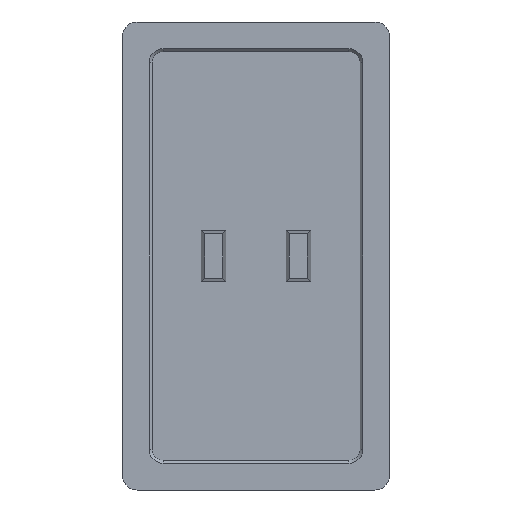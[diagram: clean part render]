
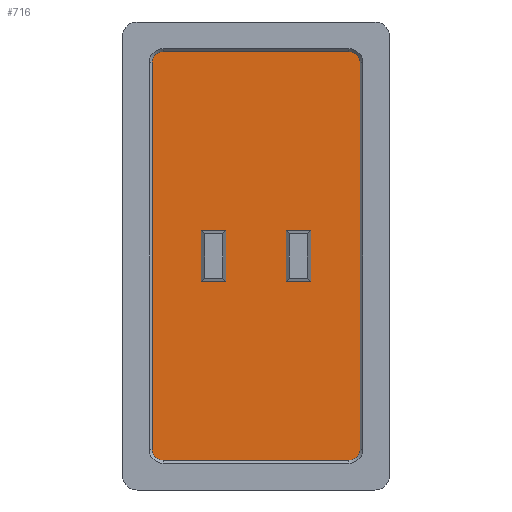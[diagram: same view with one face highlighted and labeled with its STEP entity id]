
A CAD part, front view. The second image highlights one B-rep face of the part: STEP entity #716.
In plain terms, the highlighted planar face has unit normal (0, -1, 0).
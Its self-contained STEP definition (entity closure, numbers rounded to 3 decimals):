
#1 = CARTESIAN_POINT ( 'NONE',  ( 3.675, 1.5, -1.7 ) ) ;
#2 = FACE_BOUND ( 'NONE', #2035, .T. ) ;
#13 = CARTESIAN_POINT ( 'NONE',  ( 6.25, 1.5, -13. ) ) ;
#17 = CARTESIAN_POINT ( 'NONE',  ( 2.025, 1.5, 1.7 ) ) ;
#25 = ORIENTED_EDGE ( 'NONE', *, *, #2438, .T. ) ;
#121 = CARTESIAN_POINT ( 'NONE',  ( 3.675, 1.5, 1.7 ) ) ;
#145 = VECTOR ( 'NONE', #304, 1000. ) ;
#225 = CARTESIAN_POINT ( 'NONE',  ( -3.675, 1.5, -1.7 ) ) ;
#239 = CARTESIAN_POINT ( 'NONE',  ( -2.025, 1.5, -1.7 ) ) ;
#262 = DIRECTION ( 'NONE',  ( 0., -1., 0. ) ) ;
#292 = ORIENTED_EDGE ( 'NONE', *, *, #2777, .F. ) ;
#295 = EDGE_CURVE ( 'NONE', #1423, #1041, #2566, .T. ) ;
#304 = DIRECTION ( 'NONE',  ( 1., 0., 0. ) ) ;
#314 = DIRECTION ( 'NONE',  ( 0., -1., 0. ) ) ;
#318 = LINE ( 'NONE', #2630, #1029 ) ;
#319 = ORIENTED_EDGE ( 'NONE', *, *, #1096, .F. ) ;
#327 = EDGE_CURVE ( 'NONE', #1803, #433, #1261, .T. ) ;
#333 = DIRECTION ( 'NONE',  ( -1., 0., 0. ) ) ;
#340 = PLANE ( 'NONE',  #1288 ) ;
#369 = VERTEX_POINT ( 'NONE', #1173 ) ;
#415 = LINE ( 'NONE', #1775, #1567 ) ;
#433 = VERTEX_POINT ( 'NONE', #663 ) ;
#456 = VECTOR ( 'NONE', #1739, 1000. ) ;
#458 = FACE_BOUND ( 'NONE', #2139, .T. ) ;
#484 = DIRECTION ( 'NONE',  ( 0., 0., -1. ) ) ;
#504 = CARTESIAN_POINT ( 'NONE',  ( -6.25, 1.5, 13. ) ) ;
#546 = CARTESIAN_POINT ( 'NONE',  ( 8., 1.5, 14.75 ) ) ;
#570 = ORIENTED_EDGE ( 'NONE', *, *, #2633, .T. ) ;
#652 = DIRECTION ( 'NONE',  ( 0., 0., 1. ) ) ;
#663 = CARTESIAN_POINT ( 'NONE',  ( -3.675, 1.5, -1.7 ) ) ;
#716 = ADVANCED_FACE ( 'NONE', ( #458, #1501, #2 ), #340, .F. ) ;
#758 = EDGE_CURVE ( 'NONE', #2284, #2551, #318, .T. ) ;
#772 = DIRECTION ( 'NONE',  ( -1., 0., 0. ) ) ;
#810 = LINE ( 'NONE', #2069, #2262 ) ;
#882 = DIRECTION ( 'NONE',  ( 0., -1., 0. ) ) ;
#895 = ORIENTED_EDGE ( 'NONE', *, *, #1446, .F. ) ;
#939 = EDGE_CURVE ( 'NONE', #1032, #1485, #2023, .T. ) ;
#1012 = CARTESIAN_POINT ( 'NONE',  ( -7., 1.5, -13. ) ) ;
#1029 = VECTOR ( 'NONE', #1727, 1000. ) ;
#1032 = VERTEX_POINT ( 'NONE', #2279 ) ;
#1041 = VERTEX_POINT ( 'NONE', #2771 ) ;
#1042 = ORIENTED_EDGE ( 'NONE', *, *, #1581, .F. ) ;
#1067 = LINE ( 'NONE', #2143, #145 ) ;
#1086 = CARTESIAN_POINT ( 'NONE',  ( -7., 1.5, 13. ) ) ;
#1094 = DIRECTION ( 'NONE',  ( 1., 0., 0. ) ) ;
#1096 = EDGE_CURVE ( 'NONE', #2241, #369, #2631, .T. ) ;
#1122 = ORIENTED_EDGE ( 'NONE', *, *, #327, .F. ) ;
#1173 = CARTESIAN_POINT ( 'NONE',  ( 3.675, 1.5, -1.7 ) ) ;
#1225 = DIRECTION ( 'NONE',  ( 0., 0., -1. ) ) ;
#1230 = CARTESIAN_POINT ( 'NONE',  ( -2.025, 1.5, 1.7 ) ) ;
#1251 = LINE ( 'NONE', #2848, #2888 ) ;
#1261 = LINE ( 'NONE', #225, #1576 ) ;
#1288 = AXIS2_PLACEMENT_3D ( 'NONE', #546, #2155, #1699 ) ;
#1313 = ORIENTED_EDGE ( 'NONE', *, *, #2557, .F. ) ;
#1339 = ORIENTED_EDGE ( 'NONE', *, *, #758, .T. ) ;
#1343 = ORIENTED_EDGE ( 'NONE', *, *, #2204, .T. ) ;
#1364 = EDGE_CURVE ( 'NONE', #2432, #2241, #1402, .T. ) ;
#1383 = DIRECTION ( 'NONE',  ( 0., 0., 1. ) ) ;
#1399 = EDGE_CURVE ( 'NONE', #1661, #2284, #1869, .T. ) ;
#1402 = LINE ( 'NONE', #2618, #2556 ) ;
#1423 = VERTEX_POINT ( 'NONE', #1685 ) ;
#1437 = VERTEX_POINT ( 'NONE', #2126 ) ;
#1446 = EDGE_CURVE ( 'NONE', #433, #2346, #1067, .T. ) ;
#1454 = LINE ( 'NONE', #2213, #456 ) ;
#1469 = CARTESIAN_POINT ( 'NONE',  ( -6.25, 1.5, 13.75 ) ) ;
#1485 = VERTEX_POINT ( 'NONE', #2915 ) ;
#1501 = FACE_OUTER_BOUND ( 'NONE', #2982, .T. ) ;
#1505 = AXIS2_PLACEMENT_3D ( 'NONE', #13, #262, #1873 ) ;
#1567 = VECTOR ( 'NONE', #2477, 1000. ) ;
#1576 = VECTOR ( 'NONE', #484, 1000. ) ;
#1581 = EDGE_CURVE ( 'NONE', #1437, #2432, #2227, .T. ) ;
#1583 = CARTESIAN_POINT ( 'NONE',  ( 2.025, 1.5, -1.7 ) ) ;
#1591 = VERTEX_POINT ( 'NONE', #1230 ) ;
#1619 = ORIENTED_EDGE ( 'NONE', *, *, #939, .T. ) ;
#1661 = VERTEX_POINT ( 'NONE', #1469 ) ;
#1685 = CARTESIAN_POINT ( 'NONE',  ( 6.25, 1.5, -13.75 ) ) ;
#1686 = VECTOR ( 'NONE', #333, 1000. ) ;
#1699 = DIRECTION ( 'NONE',  ( 0., 0., 1. ) ) ;
#1703 = DIRECTION ( 'NONE',  ( 0., 0., 1. ) ) ;
#1727 = DIRECTION ( 'NONE',  ( 0., 0., -1. ) ) ;
#1739 = DIRECTION ( 'NONE',  ( -1., 0., 0. ) ) ;
#1775 = CARTESIAN_POINT ( 'NONE',  ( -6.25, 1.5, -13.75 ) ) ;
#1803 = VERTEX_POINT ( 'NONE', #2718 ) ;
#1869 = CIRCLE ( 'NONE', #2062, 0.75 ) ;
#1873 = DIRECTION ( 'NONE',  ( 0., 0., 1. ) ) ;
#1958 = ORIENTED_EDGE ( 'NONE', *, *, #1364, .F. ) ;
#2023 = CIRCLE ( 'NONE', #2321, 0.75 ) ;
#2035 = EDGE_LOOP ( 'NONE', ( #1958, #1042, #292, #319 ) ) ;
#2053 = LINE ( 'NONE', #2763, #2154 ) ;
#2062 = AXIS2_PLACEMENT_3D ( 'NONE', #504, #314, #2626 ) ;
#2069 = CARTESIAN_POINT ( 'NONE',  ( -2.025, 1.5, -1.7 ) ) ;
#2121 = CARTESIAN_POINT ( 'NONE',  ( -2.025, 1.5, 1.7 ) ) ;
#2126 = CARTESIAN_POINT ( 'NONE',  ( 3.675, 1.5, 1.7 ) ) ;
#2139 = EDGE_LOOP ( 'NONE', ( #1122, #1313, #2561, #895 ) ) ;
#2143 = CARTESIAN_POINT ( 'NONE',  ( -2.025, 1.5, -1.7 ) ) ;
#2154 = VECTOR ( 'NONE', #652, 1000. ) ;
#2155 = DIRECTION ( 'NONE',  ( 0., 1., 0. ) ) ;
#2171 = ORIENTED_EDGE ( 'NONE', *, *, #2950, .T. ) ;
#2204 = EDGE_CURVE ( 'NONE', #1041, #1032, #2053, .T. ) ;
#2213 = CARTESIAN_POINT ( 'NONE',  ( 6.25, 1.5, 13.75 ) ) ;
#2221 = VECTOR ( 'NONE', #772, 1000. ) ;
#2227 = LINE ( 'NONE', #121, #1686 ) ;
#2230 = VECTOR ( 'NONE', #1094, 1000. ) ;
#2231 = ORIENTED_EDGE ( 'NONE', *, *, #1399, .T. ) ;
#2241 = VERTEX_POINT ( 'NONE', #1583 ) ;
#2262 = VECTOR ( 'NONE', #2778, 1000. ) ;
#2279 = CARTESIAN_POINT ( 'NONE',  ( 7., 1.5, 13. ) ) ;
#2284 = VERTEX_POINT ( 'NONE', #1086 ) ;
#2321 = AXIS2_PLACEMENT_3D ( 'NONE', #2750, #2970, #1383 ) ;
#2334 = EDGE_CURVE ( 'NONE', #2346, #1591, #810, .T. ) ;
#2346 = VERTEX_POINT ( 'NONE', #239 ) ;
#2432 = VERTEX_POINT ( 'NONE', #17 ) ;
#2438 = EDGE_CURVE ( 'NONE', #1485, #1661, #1454, .T. ) ;
#2477 = DIRECTION ( 'NONE',  ( 1., 0., 0. ) ) ;
#2498 = CARTESIAN_POINT ( 'NONE',  ( -6.25, 1.5, -13. ) ) ;
#2520 = LINE ( 'NONE', #2121, #2221 ) ;
#2521 = CARTESIAN_POINT ( 'NONE',  ( -6.25, 1.5, -13.75 ) ) ;
#2551 = VERTEX_POINT ( 'NONE', #1012 ) ;
#2556 = VECTOR ( 'NONE', #1225, 1000. ) ;
#2557 = EDGE_CURVE ( 'NONE', #1591, #1803, #2520, .T. ) ;
#2561 = ORIENTED_EDGE ( 'NONE', *, *, #2334, .F. ) ;
#2566 = CIRCLE ( 'NONE', #1505, 0.75 ) ;
#2618 = CARTESIAN_POINT ( 'NONE',  ( 2.025, 1.5, -1.7 ) ) ;
#2626 = DIRECTION ( 'NONE',  ( 0., 0., 1. ) ) ;
#2630 = CARTESIAN_POINT ( 'NONE',  ( -7., 1.5, 13. ) ) ;
#2631 = LINE ( 'NONE', #1, #2230 ) ;
#2633 = EDGE_CURVE ( 'NONE', #2551, #2653, #2779, .T. ) ;
#2653 = VERTEX_POINT ( 'NONE', #2521 ) ;
#2718 = CARTESIAN_POINT ( 'NONE',  ( -3.675, 1.5, 1.7 ) ) ;
#2728 = AXIS2_PLACEMENT_3D ( 'NONE', #2498, #882, #2753 ) ;
#2734 = ORIENTED_EDGE ( 'NONE', *, *, #295, .T. ) ;
#2750 = CARTESIAN_POINT ( 'NONE',  ( 6.25, 1.5, 13. ) ) ;
#2753 = DIRECTION ( 'NONE',  ( 0., 0., 1. ) ) ;
#2763 = CARTESIAN_POINT ( 'NONE',  ( 7., 1.5, -13. ) ) ;
#2771 = CARTESIAN_POINT ( 'NONE',  ( 7., 1.5, -13. ) ) ;
#2777 = EDGE_CURVE ( 'NONE', #369, #1437, #1251, .T. ) ;
#2778 = DIRECTION ( 'NONE',  ( 0., 0., 1. ) ) ;
#2779 = CIRCLE ( 'NONE', #2728, 0.75 ) ;
#2848 = CARTESIAN_POINT ( 'NONE',  ( 3.675, 1.5, -1.7 ) ) ;
#2888 = VECTOR ( 'NONE', #1703, 1000. ) ;
#2915 = CARTESIAN_POINT ( 'NONE',  ( 6.25, 1.5, 13.75 ) ) ;
#2950 = EDGE_CURVE ( 'NONE', #2653, #1423, #415, .T. ) ;
#2970 = DIRECTION ( 'NONE',  ( 0., -1., 0. ) ) ;
#2982 = EDGE_LOOP ( 'NONE', ( #570, #2171, #2734, #1343, #1619, #25, #2231, #1339 ) ) ;
